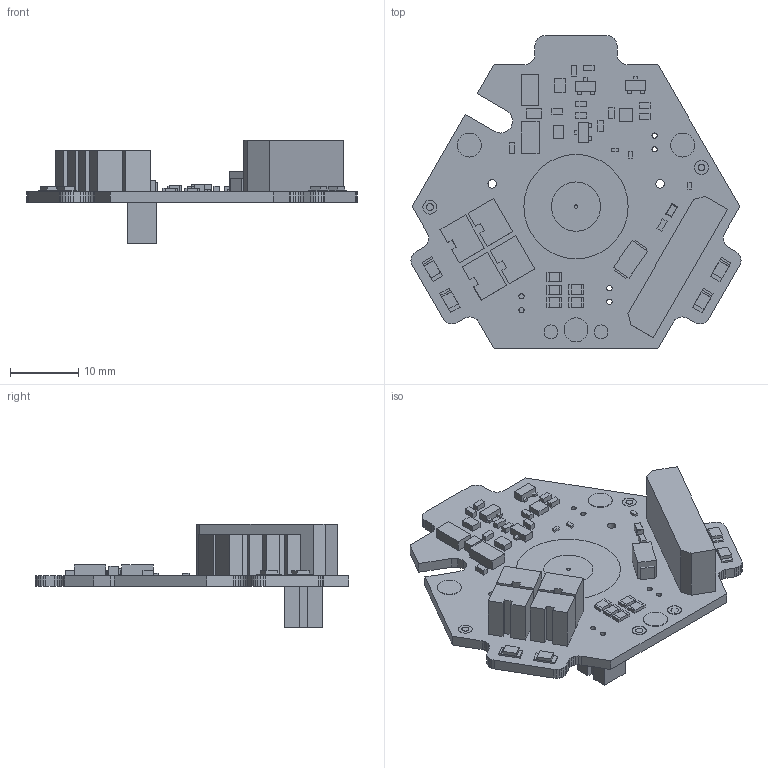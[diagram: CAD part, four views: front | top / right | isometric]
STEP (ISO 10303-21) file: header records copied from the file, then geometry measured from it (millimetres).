
FILE_DESCRIPTION(('Open CASCADE Model'),'2;1');
FILE_NAME('Open CASCADE Shape Model','2017-07-11T22:40:33',('Author'),( 'Open CASCADE'),'Open CASCADE STEP processor 6.8','Open CASCADE 6.8' ,'Unknown');
FILE_SCHEMA(('AUTOMOTIVE_DESIGN { 1 0 10303 214 1 1 1 1 }'));
Length unit declared in the file: millimetre
Products named in the file (132): PCB; Board; H6; 746135728; Cylinder; H5; H4; J5; 746476856; Extruded; J4; C4; 746481208; LED5; 803091488; U1; 746480256; R11; 746480800; U3; 746480120; C7; 746478488; R9; R8; 746481072; R7; R6; R10; Q3; 746478760; 746478624; 746479032; Q2; 746478896; Q1; C6; 746480936; C2; J1 ...
Assembly tree (175 placements, depth 5):
  PCB
    Board
    H6
      746135728
        Cylinder
    H5
      746135728
        Cylinder
    H4
      746135728
        Cylinder
    J5
      746476856
        Extruded
    J4
      746476856
        Extruded
    C4
      746481208
        Extruded
    LED5
      803091488  x2
        Cylinder
    U1
      746480256
        Extruded
    R11
      746480800
        Extruded
    U3
      746480120
        Extruded
    C7
      746478488
        Extruded
    R9
      746480800
        Extruded
    R8
      746481072
        Extruded
    R7
      746481072
        Extruded
    R6
      746480800
        Extruded
    R10
      746481072
        Extruded
    Q3
      746478760  x2
        Extruded
      746478624
        Extruded
      746479032
        Extruded
    Q2
      746478624  x2
        Extruded
Bounding box: 48.24 x 45.77 x 15.06 mm (x, y, z)
Volume: 4062 mm3; surface area: 6086.4 mm2
Topology: 86 solids, 86 shells, 654 faces, 1430 edges, 940 vertices
Faces by surface type: plane 581, cylinder 65, sphere 8
Full cylindrical faces by diameter (mm): 0.508 x1, 0.77 x14, 1.016 x4, 1.092 x2, 1.1 x8, 1.25 x2, 2.032 x6, 3.5 x6, 7.201 x1, 15.24 x1
Entity records: 14005 total; most frequent: DIRECTION 2141, CARTESIAN_POINT 2042, ORIENTED_EDGE 1782, EDGE_CURVE 891, LINE 771, VECTOR 771, AXIS2_PLACEMENT_3D 685, VERTEX_POINT 586
